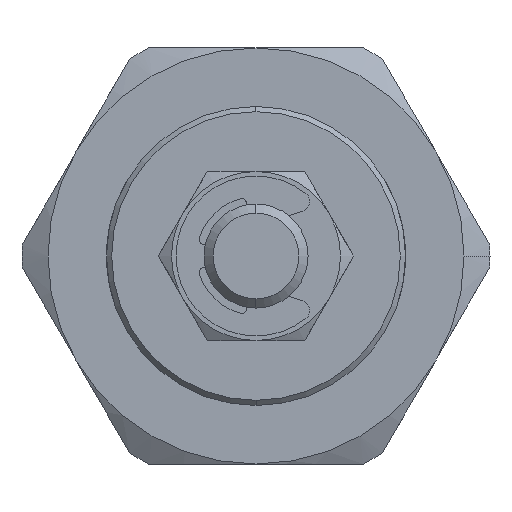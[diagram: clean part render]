
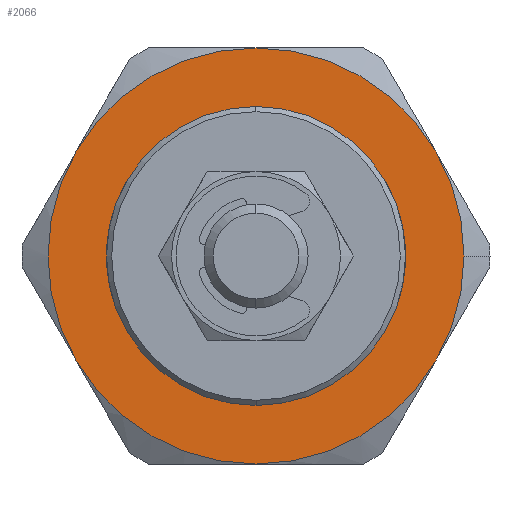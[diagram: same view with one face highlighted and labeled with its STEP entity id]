
A CAD part, left-side view. The second image highlights one B-rep face of the part: STEP entity #2066.
In plain terms, the highlighted planar face has unit normal (-1, 0, 0).
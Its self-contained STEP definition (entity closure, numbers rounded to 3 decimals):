
#64 = VERTEX_POINT ( 'NONE', #1840 ) ;
#177 = AXIS2_PLACEMENT_3D ( 'NONE', #374, #4367, #956 ) ;
#235 = VERTEX_POINT ( 'NONE', #7282 ) ;
#282 = EDGE_LOOP ( 'NONE', ( #6029, #6069 ) ) ;
#374 = CARTESIAN_POINT ( 'NONE',  ( 0., 0., -9. ) ) ;
#663 = CARTESIAN_POINT ( 'NONE',  ( 0., 0., 0. ) ) ;
#736 = DIRECTION ( 'NONE',  ( -1., 0., 0. ) ) ;
#792 = CARTESIAN_POINT ( 'NONE',  ( 0., 0., 0. ) ) ;
#847 = ORIENTED_EDGE ( 'NONE', *, *, #4053, .T. ) ;
#904 = ORIENTED_EDGE ( 'NONE', *, *, #1726, .T. ) ;
#956 = DIRECTION ( 'NONE',  ( 0., -1., 0. ) ) ;
#981 = CARTESIAN_POINT ( 'NONE',  ( 0., -13.856, 8. ) ) ;
#1009 = DIRECTION ( 'NONE',  ( 1., 0., 0. ) ) ;
#1057 = DIRECTION ( 'NONE',  ( 0., 1., 0. ) ) ;
#1204 = CARTESIAN_POINT ( 'NONE',  ( 0., 0., 11.1 ) ) ;
#1207 = DIRECTION ( 'NONE',  ( 0., 1., 0. ) ) ;
#1307 = ORIENTED_EDGE ( 'NONE', *, *, #4557, .T. ) ;
#1356 = DIRECTION ( 'NONE',  ( 0., 0., 1. ) ) ;
#1437 = ORIENTED_EDGE ( 'NONE', *, *, #6927, .T. ) ;
#1446 = DIRECTION ( 'NONE',  ( -1., 0., 0. ) ) ;
#1463 = DIRECTION ( 'NONE',  ( -1., 0., 0. ) ) ;
#1685 = EDGE_CURVE ( 'NONE', #1994, #6811, #7165, .T. ) ;
#1708 = CARTESIAN_POINT ( 'NONE',  ( 0., 0., 0. ) ) ;
#1726 = EDGE_CURVE ( 'NONE', #235, #4066, #3997, .T. ) ;
#1810 = AXIS2_PLACEMENT_3D ( 'NONE', #4873, #1463, #5448 ) ;
#1840 = CARTESIAN_POINT ( 'NONE',  ( 0., 0., -11.1 ) ) ;
#1973 = CARTESIAN_POINT ( 'NONE',  ( 0., 0., -16. ) ) ;
#1993 = CIRCLE ( 'NONE', #6928, 16. ) ;
#1994 = VERTEX_POINT ( 'NONE', #7085 ) ;
#2066 = ADVANCED_FACE ( 'NONE', ( #4811, #6900 ), #3792, .F. ) ;
#2182 = DIRECTION ( 'NONE',  ( -1., 0., 0. ) ) ;
#2230 = EDGE_CURVE ( 'NONE', #4066, #6242, #5670, .T. ) ;
#2263 = DIRECTION ( 'NONE',  ( 0., 1., 0. ) ) ;
#2304 = DIRECTION ( 'NONE',  ( 0., 1., 0. ) ) ;
#2335 = AXIS2_PLACEMENT_3D ( 'NONE', #2972, #2182, #1057 ) ;
#2807 = CIRCLE ( 'NONE', #5564, 16. ) ;
#2859 = CARTESIAN_POINT ( 'NONE',  ( 0., 13.856, 8. ) ) ;
#2972 = CARTESIAN_POINT ( 'NONE',  ( 0., 0., 0. ) ) ;
#3111 = AXIS2_PLACEMENT_3D ( 'NONE', #4470, #6292, #2304 ) ;
#3571 = AXIS2_PLACEMENT_3D ( 'NONE', #4861, #1446, #5525 ) ;
#3792 = PLANE ( 'NONE',  #177 ) ;
#3997 = CIRCLE ( 'NONE', #3111, 16. ) ;
#4029 = VERTEX_POINT ( 'NONE', #1973 ) ;
#4053 = EDGE_CURVE ( 'NONE', #4905, #4029, #5657, .T. ) ;
#4054 = AXIS2_PLACEMENT_3D ( 'NONE', #792, #4773, #1356 ) ;
#4066 = VERTEX_POINT ( 'NONE', #4286 ) ;
#4130 = CARTESIAN_POINT ( 'NONE',  ( 0., 0., 0. ) ) ;
#4286 = CARTESIAN_POINT ( 'NONE',  ( 0., -16., 0. ) ) ;
#4367 = DIRECTION ( 'NONE',  ( 1., 0., 0. ) ) ;
#4405 = EDGE_CURVE ( 'NONE', #64, #6022, #6879, .T. ) ;
#4423 = CARTESIAN_POINT ( 'NONE',  ( 0., 0., 0. ) ) ;
#4470 = CARTESIAN_POINT ( 'NONE',  ( 0., 0., 0. ) ) ;
#4557 = EDGE_CURVE ( 'NONE', #6811, #4905, #2807, .T. ) ;
#4629 = DIRECTION ( 'NONE',  ( -1., 0., 0. ) ) ;
#4718 = DIRECTION ( 'NONE',  ( 0., 1., 0. ) ) ;
#4744 = AXIS2_PLACEMENT_3D ( 'NONE', #1708, #5666, #2263 ) ;
#4766 = CIRCLE ( 'NONE', #4054, 11.1 ) ;
#4773 = DIRECTION ( 'NONE',  ( 1., 0., 0. ) ) ;
#4811 = FACE_BOUND ( 'NONE', #282, .T. ) ;
#4861 = CARTESIAN_POINT ( 'NONE',  ( 0., 0., 0. ) ) ;
#4873 = CARTESIAN_POINT ( 'NONE',  ( 0., 0., 0. ) ) ;
#4905 = VERTEX_POINT ( 'NONE', #6712 ) ;
#4947 = ORIENTED_EDGE ( 'NONE', *, *, #2230, .T. ) ;
#4986 = EDGE_LOOP ( 'NONE', ( #847, #1437, #904, #4947, #5607, #6538, #1307 ) ) ;
#5004 = DIRECTION ( 'NONE',  ( 0., 0., 1. ) ) ;
#5448 = DIRECTION ( 'NONE',  ( 0., 1., 0. ) ) ;
#5525 = DIRECTION ( 'NONE',  ( 0., 1., 0. ) ) ;
#5564 = AXIS2_PLACEMENT_3D ( 'NONE', #663, #4629, #1207 ) ;
#5607 = ORIENTED_EDGE ( 'NONE', *, *, #5767, .T. ) ;
#5657 = CIRCLE ( 'NONE', #3571, 16. ) ;
#5666 = DIRECTION ( 'NONE',  ( -1., 0., 0. ) ) ;
#5670 = CIRCLE ( 'NONE', #4744, 16. ) ;
#5767 = EDGE_CURVE ( 'NONE', #6242, #1994, #5988, .T. ) ;
#5988 = CIRCLE ( 'NONE', #1810, 16. ) ;
#6022 = VERTEX_POINT ( 'NONE', #1204 ) ;
#6029 = ORIENTED_EDGE ( 'NONE', *, *, #6562, .T. ) ;
#6069 = ORIENTED_EDGE ( 'NONE', *, *, #4405, .T. ) ;
#6242 = VERTEX_POINT ( 'NONE', #981 ) ;
#6292 = DIRECTION ( 'NONE',  ( -1., 0., 0. ) ) ;
#6538 = ORIENTED_EDGE ( 'NONE', *, *, #1685, .T. ) ;
#6562 = EDGE_CURVE ( 'NONE', #6022, #64, #4766, .T. ) ;
#6712 = CARTESIAN_POINT ( 'NONE',  ( 0., 13.856, -8. ) ) ;
#6811 = VERTEX_POINT ( 'NONE', #2859 ) ;
#6879 = CIRCLE ( 'NONE', #7197, 11.1 ) ;
#6900 = FACE_OUTER_BOUND ( 'NONE', #4986, .T. ) ;
#6927 = EDGE_CURVE ( 'NONE', #4029, #235, #1993, .T. ) ;
#6928 = AXIS2_PLACEMENT_3D ( 'NONE', #4130, #736, #4718 ) ;
#7085 = CARTESIAN_POINT ( 'NONE',  ( 0., 0., 16. ) ) ;
#7165 = CIRCLE ( 'NONE', #2335, 16. ) ;
#7197 = AXIS2_PLACEMENT_3D ( 'NONE', #4423, #1009, #5004 ) ;
#7282 = CARTESIAN_POINT ( 'NONE',  ( 0., -13.856, -8. ) ) ;
